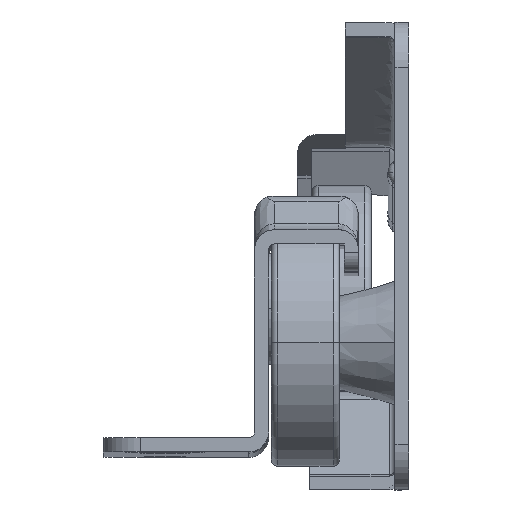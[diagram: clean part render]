
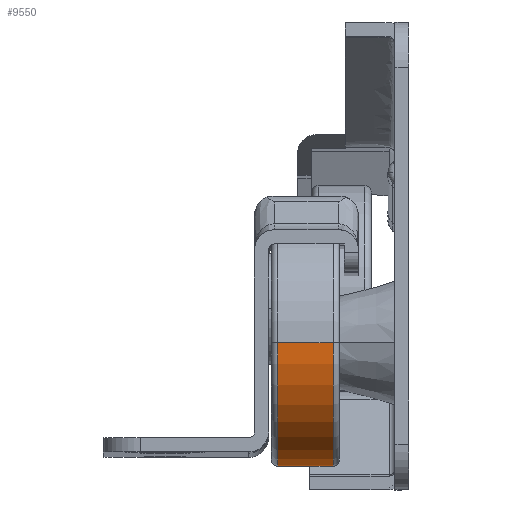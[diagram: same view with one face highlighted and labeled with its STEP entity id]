
A CAD part, top view. The second image highlights one B-rep face of the part: STEP entity #9550.
In plain terms, the highlighted cylindrical face has radius 10 mm (diameter 20 mm), a partial arc.
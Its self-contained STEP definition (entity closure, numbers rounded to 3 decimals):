
#188 = ORIENTED_EDGE ( 'NONE', *, *, #4291, .F. ) ;
#873 = CARTESIAN_POINT ( 'NONE',  ( -16.016, 5., 209.44 ) ) ;
#1047 = CIRCLE ( 'NONE', #10278, 10. ) ;
#1424 = VERTEX_POINT ( 'NONE', #3132 ) ;
#1520 = VERTEX_POINT ( 'NONE', #6030 ) ;
#1542 = DIRECTION ( 'NONE',  ( 1., 0., 0. ) ) ;
#2268 = EDGE_CURVE ( 'NONE', #1520, #4059, #1047, .T. ) ;
#2422 = CYLINDRICAL_SURFACE ( 'NONE', #8719, 10. ) ;
#3132 = CARTESIAN_POINT ( 'NONE',  ( -11.016, 5., 209.44 ) ) ;
#3305 = FACE_OUTER_BOUND ( 'NONE', #8669, .T. ) ;
#3989 = DIRECTION ( 'NONE',  ( 0., 0., -1. ) ) ;
#4059 = VERTEX_POINT ( 'NONE', #9176 ) ;
#4151 = DIRECTION ( 'NONE',  ( -1., 0., 0. ) ) ;
#4291 = EDGE_CURVE ( 'NONE', #1424, #5381, #6288, .T. ) ;
#4576 = DIRECTION ( 'NONE',  ( 1., 0., 0. ) ) ;
#4695 = CARTESIAN_POINT ( 'NONE',  ( -11.016, 5., 189.44 ) ) ;
#5331 = AXIS2_PLACEMENT_3D ( 'NONE', #6607, #7649, #3989 ) ;
#5381 = VERTEX_POINT ( 'NONE', #4695 ) ;
#5392 = EDGE_CURVE ( 'NONE', #4059, #1424, #5465, .T. ) ;
#5423 = EDGE_CURVE ( 'NONE', #1520, #5381, #11673, .T. ) ;
#5465 = LINE ( 'NONE', #873, #10537 ) ;
#5830 = VECTOR ( 'NONE', #4576, 1000. ) ;
#6030 = CARTESIAN_POINT ( 'NONE',  ( -15.516, 5., 189.44 ) ) ;
#6288 = CIRCLE ( 'NONE', #5331, 10. ) ;
#6607 = CARTESIAN_POINT ( 'NONE',  ( -11.016, 5., 199.44 ) ) ;
#7237 = ORIENTED_EDGE ( 'NONE', *, *, #2268, .F. ) ;
#7649 = DIRECTION ( 'NONE',  ( 1., 0., 0. ) ) ;
#8296 = CARTESIAN_POINT ( 'NONE',  ( -16.016, 5., 189.44 ) ) ;
#8423 = CARTESIAN_POINT ( 'NONE',  ( -15.516, 5., 199.44 ) ) ;
#8628 = ORIENTED_EDGE ( 'NONE', *, *, #5392, .F. ) ;
#8669 = EDGE_LOOP ( 'NONE', ( #7237, #9253, #188, #8628 ) ) ;
#8719 = AXIS2_PLACEMENT_3D ( 'NONE', #9626, #1542, #11459 ) ;
#8885 = DIRECTION ( 'NONE',  ( 0., 0., -1. ) ) ;
#9074 = DIRECTION ( 'NONE',  ( 1., 0., 0. ) ) ;
#9176 = CARTESIAN_POINT ( 'NONE',  ( -15.516, 5., 209.44 ) ) ;
#9253 = ORIENTED_EDGE ( 'NONE', *, *, #5423, .T. ) ;
#9550 = ADVANCED_FACE ( 'NONE', ( #3305 ), #2422, .T. ) ;
#9626 = CARTESIAN_POINT ( 'NONE',  ( -16.016, 5., 199.44 ) ) ;
#10278 = AXIS2_PLACEMENT_3D ( 'NONE', #8423, #4151, #8885 ) ;
#10537 = VECTOR ( 'NONE', #9074, 1000. ) ;
#11459 = DIRECTION ( 'NONE',  ( 0., 0., 1. ) ) ;
#11673 = LINE ( 'NONE', #8296, #5830 ) ;
